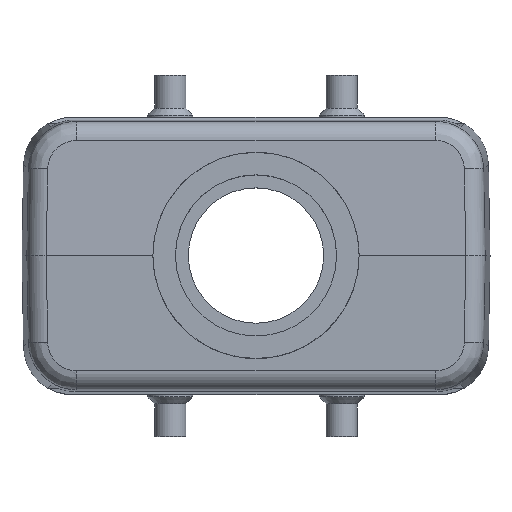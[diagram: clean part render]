
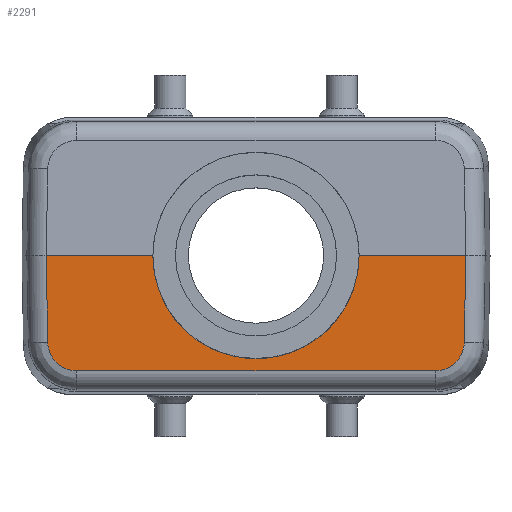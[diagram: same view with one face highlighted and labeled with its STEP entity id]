
A CAD part, top view. The second image highlights one B-rep face of the part: STEP entity #2291.
In plain terms, the highlighted planar face has unit normal (0, -0.018, 1).
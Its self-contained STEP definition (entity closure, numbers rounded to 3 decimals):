
#1369=ELLIPSE('',#5283,16.002,16.);
#1370=ELLIPSE('',#5284,4.505,4.5);
#1371=ELLIPSE('',#5285,4.505,4.5);
#1640=LINE('',#6931,#2009);
#1641=LINE('',#6936,#2010);
#1666=LINE('',#7063,#2035);
#1667=LINE('',#7067,#2036);
#1668=LINE('',#7071,#2037);
#2009=VECTOR('',#5716,1.);
#2010=VECTOR('',#5719,1.);
#2035=VECTOR('',#5826,1.);
#2036=VECTOR('',#5829,1.);
#2037=VECTOR('',#5832,1.);
#2291=ADVANCED_FACE('',(#2639),#2488,.F.);
#2488=PLANE('',#5286);
#2639=FACE_OUTER_BOUND('',#2834,.T.);
#2834=EDGE_LOOP('',(#3312,#3313,#3314,#3315,#3316,#3317,#3318,#3319));
#3312=ORIENTED_EDGE('',*,*,#4538,.T.);
#3313=ORIENTED_EDGE('',*,*,#4586,.T.);
#3314=ORIENTED_EDGE('',*,*,#4536,.T.);
#3315=ORIENTED_EDGE('',*,*,#4587,.F.);
#3316=ORIENTED_EDGE('',*,*,#4588,.F.);
#3317=ORIENTED_EDGE('',*,*,#4589,.T.);
#3318=ORIENTED_EDGE('',*,*,#4590,.T.);
#3319=ORIENTED_EDGE('',*,*,#4591,.T.);
#4185=VERTEX_POINT('',#6932);
#4186=VERTEX_POINT('',#6933);
#4187=VERTEX_POINT('',#6935);
#4188=VERTEX_POINT('',#6937);
#4213=VERTEX_POINT('',#7064);
#4214=VERTEX_POINT('',#7066);
#4215=VERTEX_POINT('',#7068);
#4216=VERTEX_POINT('',#7070);
#4536=EDGE_CURVE('',#4185,#4186,#1640,.T.);
#4538=EDGE_CURVE('',#4188,#4187,#1641,.T.);
#4586=EDGE_CURVE('',#4187,#4185,#1369,.T.);
#4587=EDGE_CURVE('',#4213,#4186,#1666,.T.);
#4588=EDGE_CURVE('',#4214,#4213,#1370,.T.);
#4589=EDGE_CURVE('',#4214,#4215,#1667,.T.);
#4590=EDGE_CURVE('',#4215,#4216,#1371,.T.);
#4591=EDGE_CURVE('',#4216,#4188,#1668,.T.);
#5283=AXIS2_PLACEMENT_3D('',#7062,#5824,#5825);
#5284=AXIS2_PLACEMENT_3D('',#7065,#5827,#5828);
#5285=AXIS2_PLACEMENT_3D('',#7069,#5830,#5831);
#5286=AXIS2_PLACEMENT_3D('',#7072,#5833,#5834);
#5716=DIRECTION('',(-1.,0.,0.));
#5719=DIRECTION('',(-1.,0.,0.));
#5824=DIRECTION('',(0.,0.017,-1.));
#5825=DIRECTION('',(0.,-1.,-0.017));
#5826=DIRECTION('',(-0.017,1.,0.017));
#5827=DIRECTION('',(0.,0.017,-1.));
#5828=DIRECTION('',(-0.531,-0.847,-0.015));
#5829=DIRECTION('',(1.,0.,0.));
#5830=DIRECTION('',(0.,-0.017,1.));
#5831=DIRECTION('',(0.531,-0.847,-0.015));
#5832=DIRECTION('',(0.017,1.,0.017));
#5833=DIRECTION('',(0.,0.017,-1.));
#5834=DIRECTION('',(0.,1.,0.017));
#6931=CARTESIAN_POINT('',(-36.3,0.,35.85));
#6932=CARTESIAN_POINT('',(-16.,0.,35.85));
#6933=CARTESIAN_POINT('',(-32.54,0.,35.85));
#6935=CARTESIAN_POINT('',(16.,0.,35.85));
#6936=CARTESIAN_POINT('',(-36.3,0.,35.85));
#6937=CARTESIAN_POINT('',(32.54,0.,35.85));
#7062=CARTESIAN_POINT('',(0.,0.,35.85));
#7063=CARTESIAN_POINT('',(-32.541,0.05,35.851));
#7064=CARTESIAN_POINT('',(-32.311,-13.45,35.615));
#7065=CARTESIAN_POINT('',(-27.81,-13.368,35.617));
#7066=CARTESIAN_POINT('',(-27.815,-17.871,35.538));
#7067=CARTESIAN_POINT('',(-36.3,-17.871,35.538));
#7068=CARTESIAN_POINT('',(27.815,-17.871,35.538));
#7069=CARTESIAN_POINT('',(27.81,-13.368,35.617));
#7070=CARTESIAN_POINT('',(32.311,-13.45,35.615));
#7071=CARTESIAN_POINT('',(32.541,0.05,35.851));
#7072=CARTESIAN_POINT('',(-36.3,0.,35.85));
